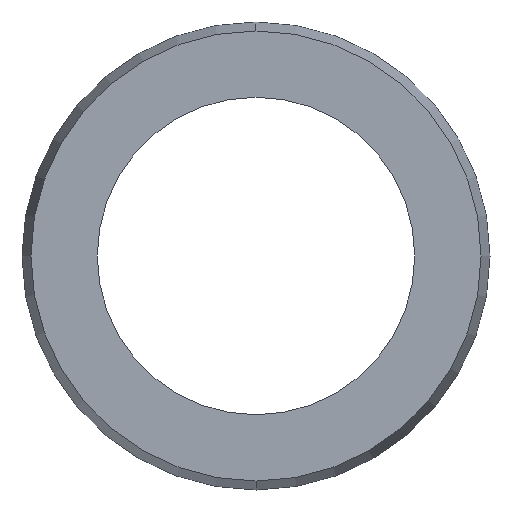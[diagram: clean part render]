
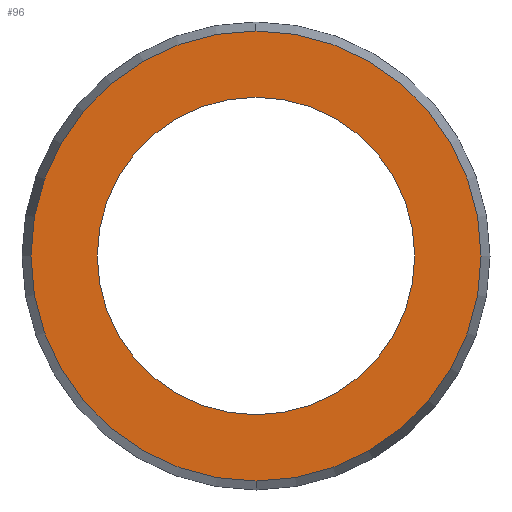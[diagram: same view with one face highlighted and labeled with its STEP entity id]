
A CAD part, left-side view. The second image highlights one B-rep face of the part: STEP entity #96.
In plain terms, the highlighted planar face has unit normal (-1, 0, 0).
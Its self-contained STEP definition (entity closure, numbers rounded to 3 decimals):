
#5 = DIRECTION ( 'NONE',  ( -1., 0., 0. ) ) ;
#7 = ORIENTED_EDGE ( 'NONE', *, *, #81, .T. ) ;
#8 = CIRCLE ( 'NONE', #326, 26.928 ) ;
#15 = AXIS2_PLACEMENT_3D ( 'NONE', #393, #5, #296 ) ;
#45 = EDGE_CURVE ( 'NONE', #217, #148, #394, .T. ) ;
#51 = EDGE_CURVE ( 'NONE', #420, #145, #201, .T. ) ;
#81 = EDGE_CURVE ( 'NONE', #145, #420, #8, .T. ) ;
#94 = AXIS2_PLACEMENT_3D ( 'NONE', #384, #155, #310 ) ;
#96 = ADVANCED_FACE ( 'NONE', ( #230, #238 ), #207, .F. ) ;
#97 = DIRECTION ( 'NONE',  ( 0., 0., 1. ) ) ;
#124 = AXIS2_PLACEMENT_3D ( 'NONE', #344, #373, #195 ) ;
#126 = CARTESIAN_POINT ( 'NONE',  ( 0., 0., -19. ) ) ;
#145 = VERTEX_POINT ( 'NONE', #339 ) ;
#146 = ORIENTED_EDGE ( 'NONE', *, *, #45, .F. ) ;
#148 = VERTEX_POINT ( 'NONE', #456 ) ;
#149 = CIRCLE ( 'NONE', #15, 19. ) ;
#155 = DIRECTION ( 'NONE',  ( -1., 0., 0. ) ) ;
#195 = DIRECTION ( 'NONE',  ( 0., 0., -1. ) ) ;
#201 = CIRCLE ( 'NONE', #352, 26.928 ) ;
#207 = PLANE ( 'NONE',  #124 ) ;
#217 = VERTEX_POINT ( 'NONE', #126 ) ;
#228 = EDGE_LOOP ( 'NONE', ( #7, #353 ) ) ;
#230 = FACE_BOUND ( 'NONE', #288, .T. ) ;
#238 = FACE_OUTER_BOUND ( 'NONE', #228, .T. ) ;
#241 = DIRECTION ( 'NONE',  ( -1., 0., 0. ) ) ;
#288 = EDGE_LOOP ( 'NONE', ( #364, #146 ) ) ;
#296 = DIRECTION ( 'NONE',  ( 0., 0., 1. ) ) ;
#310 = DIRECTION ( 'NONE',  ( 0., 0., 1. ) ) ;
#322 = CARTESIAN_POINT ( 'NONE',  ( 0., 0., 26.928 ) ) ;
#326 = AXIS2_PLACEMENT_3D ( 'NONE', #415, #335, #97 ) ;
#335 = DIRECTION ( 'NONE',  ( -1., 0., 0. ) ) ;
#339 = CARTESIAN_POINT ( 'NONE',  ( 0., 0., -26.928 ) ) ;
#344 = CARTESIAN_POINT ( 'NONE',  ( 0., 26.928, 0. ) ) ;
#352 = AXIS2_PLACEMENT_3D ( 'NONE', #454, #241, #408 ) ;
#353 = ORIENTED_EDGE ( 'NONE', *, *, #51, .T. ) ;
#364 = ORIENTED_EDGE ( 'NONE', *, *, #442, .F. ) ;
#373 = DIRECTION ( 'NONE',  ( 1., 0., 0. ) ) ;
#384 = CARTESIAN_POINT ( 'NONE',  ( 0., 0., 0. ) ) ;
#393 = CARTESIAN_POINT ( 'NONE',  ( 0., 0., 0. ) ) ;
#394 = CIRCLE ( 'NONE', #94, 19. ) ;
#408 = DIRECTION ( 'NONE',  ( 0., 0., 1. ) ) ;
#415 = CARTESIAN_POINT ( 'NONE',  ( 0., 0., 0. ) ) ;
#420 = VERTEX_POINT ( 'NONE', #322 ) ;
#442 = EDGE_CURVE ( 'NONE', #148, #217, #149, .T. ) ;
#454 = CARTESIAN_POINT ( 'NONE',  ( 0., 0., 0. ) ) ;
#456 = CARTESIAN_POINT ( 'NONE',  ( 0., 0., 19. ) ) ;
